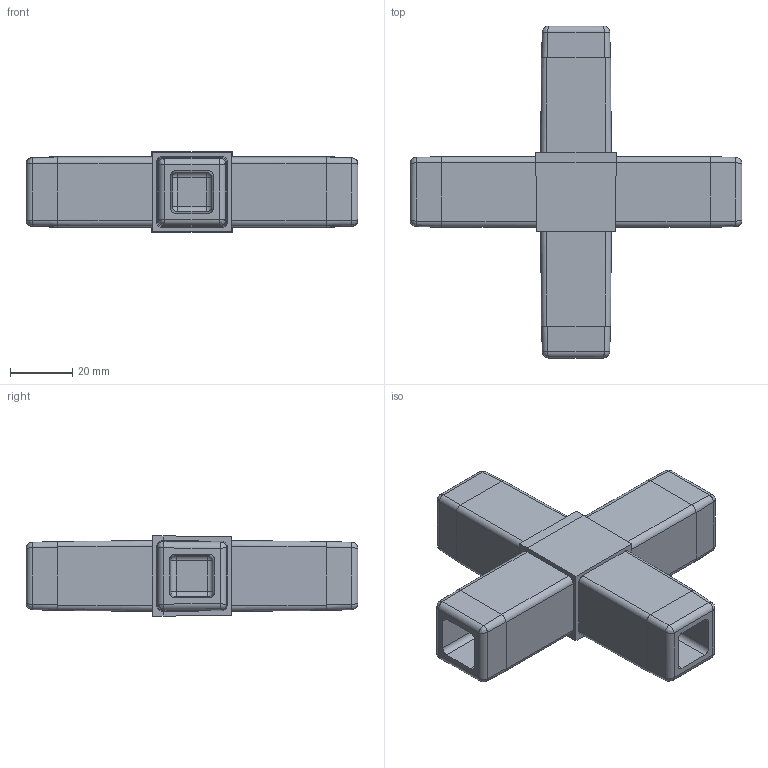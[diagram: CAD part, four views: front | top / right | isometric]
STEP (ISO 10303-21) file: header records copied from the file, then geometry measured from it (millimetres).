
FILE_DESCRIPTION(('STEP AP214'),'1');
FILE_NAME('Future 312 05.15.13.stp','2014-06-26T01:23:17',(' '),(' '),'Spatial InterOp 3D',' ',' ');
FILE_SCHEMA(('automotive_design'));
Length unit declared in the file: metre
Products named in the file (1): 1
Bounding box: 106.68 x 106.68 x 25.78 mm (x, y, z)
Volume: 63978 mm3; surface area: 26754.5 mm2
Topology: 1 solids, 1 shells, 178 faces, 434 edges, 240 vertices
Faces by surface type: cylinder 72, plane 66, bspline 24, sphere 16
Entity records: 9251 total; most frequent: CARTESIAN_POINT 4205, ORIENTED_EDGE 820, DIRECTION 640, EDGE_CURVE 410, VERTEX_POINT 240, LINE 218, VECTOR 218, AXIS2_PLACEMENT_3D 211
